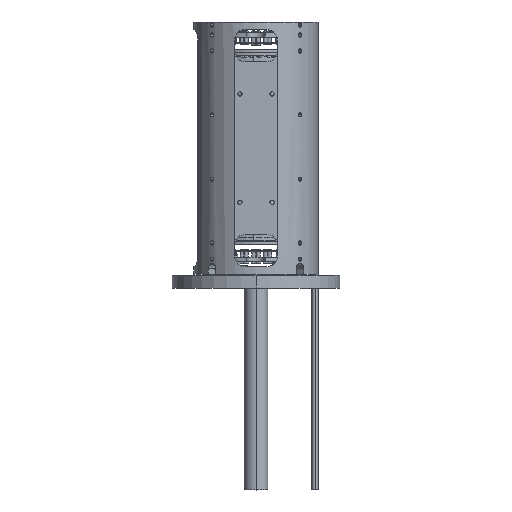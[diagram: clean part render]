
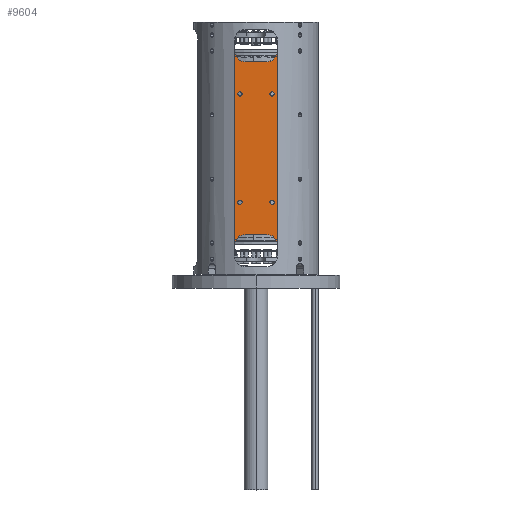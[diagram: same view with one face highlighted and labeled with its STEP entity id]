
A CAD part, top view. The second image highlights one B-rep face of the part: STEP entity #9604.
In plain terms, the highlighted face is planar.
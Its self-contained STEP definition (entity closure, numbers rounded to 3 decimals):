
#104 = CIRCLE ( 'NONE', #3222, 2. ) ;
#123 = EDGE_CURVE ( 'NONE', #4305, #9265, #104, .T. ) ;
#236 = AXIS2_PLACEMENT_3D ( 'NONE', #5142, #18660, #7077 ) ;
#304 = VERTEX_POINT ( 'NONE', #24546 ) ;
#536 = AXIS2_PLACEMENT_3D ( 'NONE', #10450, #23993, #12383 ) ;
#596 = CARTESIAN_POINT ( 'NONE',  ( -51., 67., -15. ) ) ;
#648 = VECTOR ( 'NONE', #11977, 1000. ) ;
#743 = CIRCLE ( 'NONE', #11251, 2. ) ;
#997 = CARTESIAN_POINT ( 'NONE',  ( -51., 37., 10. ) ) ;
#1018 = EDGE_LOOP ( 'NONE', ( #7499, #13581 ) ) ;
#1160 = CARTESIAN_POINT ( 'NONE',  ( -51., 168.001, -13. ) ) ;
#1388 = EDGE_CURVE ( 'NONE', #12495, #15032, #15470, .T. ) ;
#1394 = CARTESIAN_POINT ( 'NONE',  ( -51., 67., 15. ) ) ;
#1577 = CIRCLE ( 'NONE', #18690, 2. ) ;
#1608 = CARTESIAN_POINT ( 'NONE',  ( -51., 27., 20. ) ) ;
#1792 = DIRECTION ( 'NONE',  ( -1., 0., 0. ) ) ;
#1953 = CIRCLE ( 'NONE', #236, 10. ) ;
#2071 = CARTESIAN_POINT ( 'NONE',  ( -51., 27., -10. ) ) ;
#2548 = ORIENTED_EDGE ( 'NONE', *, *, #24553, .F. ) ;
#2555 = DIRECTION ( 'NONE',  ( 0., 0., 1. ) ) ;
#3222 = AXIS2_PLACEMENT_3D ( 'NONE', #15576, #4015, #17520 ) ;
#3263 = DIRECTION ( 'NONE',  ( -1., 0., 0. ) ) ;
#3353 = DIRECTION ( 'NONE',  ( 0., 0., 1. ) ) ;
#3760 = CARTESIAN_POINT ( 'NONE',  ( -51., 208.001, -20. ) ) ;
#3776 = EDGE_LOOP ( 'NONE', ( #9618, #17696 ) ) ;
#4015 = DIRECTION ( 'NONE',  ( -1., 0., 0. ) ) ;
#4026 = DIRECTION ( 'NONE',  ( 0., 0., -1. ) ) ;
#4305 = VERTEX_POINT ( 'NONE', #11222 ) ;
#4375 = VECTOR ( 'NONE', #22148, 1000. ) ;
#4439 = CARTESIAN_POINT ( 'NONE',  ( -51., 67., 17. ) ) ;
#4883 = AXIS2_PLACEMENT_3D ( 'NONE', #14817, #3263, #16754 ) ;
#5067 = CIRCLE ( 'NONE', #18968, 2. ) ;
#5142 = CARTESIAN_POINT ( 'NONE',  ( -51., 208.001, -10. ) ) ;
#5148 = CIRCLE ( 'NONE', #17695, 10. ) ;
#5391 = EDGE_LOOP ( 'NONE', ( #15798, #10152 ) ) ;
#5436 = EDGE_CURVE ( 'NONE', #9265, #4305, #12666, .T. ) ;
#5475 = VERTEX_POINT ( 'NONE', #4439 ) ;
#5796 = CARTESIAN_POINT ( 'NONE',  ( -51., 168.001, 17. ) ) ;
#5868 = CARTESIAN_POINT ( 'NONE',  ( -51., 67., 13. ) ) ;
#6984 = DIRECTION ( 'NONE',  ( -1., 0., 0. ) ) ;
#7077 = DIRECTION ( 'NONE',  ( 0., 0., 1. ) ) ;
#7441 = FACE_OUTER_BOUND ( 'NONE', #21522, .T. ) ;
#7499 = ORIENTED_EDGE ( 'NONE', *, *, #10613, .F. ) ;
#7712 = VERTEX_POINT ( 'NONE', #5868 ) ;
#7800 = CARTESIAN_POINT ( 'NONE',  ( -51., 168.001, 15. ) ) ;
#7818 = ORIENTED_EDGE ( 'NONE', *, *, #20789, .F. ) ;
#7883 = LINE ( 'NONE', #22440, #12419 ) ;
#8254 = CARTESIAN_POINT ( 'NONE',  ( -51., 198.001, -10. ) ) ;
#8629 = VERTEX_POINT ( 'NONE', #24492 ) ;
#8664 = EDGE_CURVE ( 'NONE', #5475, #7712, #22320, .T. ) ;
#8753 = LINE ( 'NONE', #12712, #9978 ) ;
#8842 = DIRECTION ( 'NONE',  ( -1., 0., 0. ) ) ;
#8959 = EDGE_CURVE ( 'NONE', #18320, #304, #5067, .T. ) ;
#9265 = VERTEX_POINT ( 'NONE', #1160 ) ;
#9323 = VERTEX_POINT ( 'NONE', #17481 ) ;
#9582 = CARTESIAN_POINT ( 'NONE',  ( -51., 208.001, 10. ) ) ;
#9604 = ADVANCED_FACE ( 'NONE', ( #22902, #18323, #17715, #12565, #7441 ), #20451, .T. ) ;
#9618 = ORIENTED_EDGE ( 'NONE', *, *, #13886, .F. ) ;
#9755 = DIRECTION ( 'NONE',  ( 0., 0., 1. ) ) ;
#9978 = VECTOR ( 'NONE', #16589, 1000. ) ;
#10098 = DIRECTION ( 'NONE',  ( -1., 0., 0. ) ) ;
#10152 = ORIENTED_EDGE ( 'NONE', *, *, #23433, .F. ) ;
#10450 = CARTESIAN_POINT ( 'NONE',  ( -51., 27., 10. ) ) ;
#10613 = EDGE_CURVE ( 'NONE', #304, #18320, #13794, .T. ) ;
#10704 = LINE ( 'NONE', #14434, #4375 ) ;
#11222 = CARTESIAN_POINT ( 'NONE',  ( -51., 168.001, -17. ) ) ;
#11251 = AXIS2_PLACEMENT_3D ( 'NONE', #13375, #1792, #15305 ) ;
#11519 = DIRECTION ( 'NONE',  ( 0., 0., 1. ) ) ;
#11977 = DIRECTION ( 'NONE',  ( 0., 0., 1. ) ) ;
#12122 = ORIENTED_EDGE ( 'NONE', *, *, #15833, .F. ) ;
#12383 = DIRECTION ( 'NONE',  ( 0., 0., -1. ) ) ;
#12419 = VECTOR ( 'NONE', #24389, 1000. ) ;
#12495 = VERTEX_POINT ( 'NONE', #23704 ) ;
#12523 = ORIENTED_EDGE ( 'NONE', *, *, #19673, .T. ) ;
#12565 = FACE_BOUND ( 'NONE', #3776, .T. ) ;
#12666 = CIRCLE ( 'NONE', #13318, 2. ) ;
#12712 = CARTESIAN_POINT ( 'NONE',  ( -51., 37., -10. ) ) ;
#13318 = AXIS2_PLACEMENT_3D ( 'NONE', #21695, #10098, #23644 ) ;
#13375 = CARTESIAN_POINT ( 'NONE',  ( -51., 67., 15. ) ) ;
#13581 = ORIENTED_EDGE ( 'NONE', *, *, #8959, .F. ) ;
#13794 = CIRCLE ( 'NONE', #4883, 2. ) ;
#13886 = EDGE_CURVE ( 'NONE', #22864, #19402, #1577, .T. ) ;
#14086 = AXIS2_PLACEMENT_3D ( 'NONE', #16522, #8842, #22400 ) ;
#14124 = DIRECTION ( 'NONE',  ( -1., 0., 0. ) ) ;
#14434 = CARTESIAN_POINT ( 'NONE',  ( -51., 218.001, 20. ) ) ;
#14792 = CARTESIAN_POINT ( 'NONE',  ( -51., 37., -10. ) ) ;
#14817 = CARTESIAN_POINT ( 'NONE',  ( -51., 67., -15. ) ) ;
#14912 = DIRECTION ( 'NONE',  ( -1., 0., 0. ) ) ;
#14994 = AXIS2_PLACEMENT_3D ( 'NONE', #9582, #23138, #11519 ) ;
#15032 = VERTEX_POINT ( 'NONE', #16648 ) ;
#15305 = DIRECTION ( 'NONE',  ( 0., 0., 1. ) ) ;
#15451 = CIRCLE ( 'NONE', #16523, 2. ) ;
#15470 = LINE ( 'NONE', #8254, #648 ) ;
#15576 = CARTESIAN_POINT ( 'NONE',  ( -51., 168.001, -15. ) ) ;
#15583 = DIRECTION ( 'NONE',  ( -1., 0., 0. ) ) ;
#15798 = ORIENTED_EDGE ( 'NONE', *, *, #8664, .F. ) ;
#15833 = EDGE_CURVE ( 'NONE', #16548, #12495, #1953, .T. ) ;
#15843 = ORIENTED_EDGE ( 'NONE', *, *, #123, .F. ) ;
#15960 = ORIENTED_EDGE ( 'NONE', *, *, #20626, .F. ) ;
#15985 = CARTESIAN_POINT ( 'NONE',  ( -51., 67., -17. ) ) ;
#16522 = CARTESIAN_POINT ( 'NONE',  ( -51., 17., 10. ) ) ;
#16523 = AXIS2_PLACEMENT_3D ( 'NONE', #18568, #6984, #20522 ) ;
#16548 = VERTEX_POINT ( 'NONE', #3760 ) ;
#16589 = DIRECTION ( 'NONE',  ( 0., 0., -1. ) ) ;
#16648 = CARTESIAN_POINT ( 'NONE',  ( -51., 198.001, 10. ) ) ;
#16754 = DIRECTION ( 'NONE',  ( 0., 0., 1. ) ) ;
#17041 = VERTEX_POINT ( 'NONE', #1608 ) ;
#17436 = VERTEX_POINT ( 'NONE', #997 ) ;
#17481 = CARTESIAN_POINT ( 'NONE',  ( -51., 27., -20. ) ) ;
#17520 = DIRECTION ( 'NONE',  ( 0., 0., 1. ) ) ;
#17695 = AXIS2_PLACEMENT_3D ( 'NONE', #2071, #15583, #4026 ) ;
#17696 = ORIENTED_EDGE ( 'NONE', *, *, #19415, .F. ) ;
#17715 = FACE_BOUND ( 'NONE', #1018, .T. ) ;
#17907 = ORIENTED_EDGE ( 'NONE', *, *, #5436, .F. ) ;
#18320 = VERTEX_POINT ( 'NONE', #15985 ) ;
#18323 = FACE_BOUND ( 'NONE', #5391, .T. ) ;
#18481 = CARTESIAN_POINT ( 'NONE',  ( -51., 168.001, 13. ) ) ;
#18526 = VERTEX_POINT ( 'NONE', #14792 ) ;
#18568 = CARTESIAN_POINT ( 'NONE',  ( -51., 168.001, 15. ) ) ;
#18660 = DIRECTION ( 'NONE',  ( -1., 0., 0. ) ) ;
#18690 = AXIS2_PLACEMENT_3D ( 'NONE', #7800, #21374, #9755 ) ;
#18968 = AXIS2_PLACEMENT_3D ( 'NONE', #596, #14124, #2555 ) ;
#19402 = VERTEX_POINT ( 'NONE', #18481 ) ;
#19415 = EDGE_CURVE ( 'NONE', #19402, #22864, #15451, .T. ) ;
#19440 = AXIS2_PLACEMENT_3D ( 'NONE', #1394, #14912, #3353 ) ;
#19673 = EDGE_CURVE ( 'NONE', #16548, #9323, #7883, .T. ) ;
#20025 = ORIENTED_EDGE ( 'NONE', *, *, #23798, .T. ) ;
#20451 = PLANE ( 'NONE',  #14086 ) ;
#20522 = DIRECTION ( 'NONE',  ( 0., 0., 1. ) ) ;
#20626 = EDGE_CURVE ( 'NONE', #17436, #18526, #8753, .T. ) ;
#20789 = EDGE_CURVE ( 'NONE', #18526, #9323, #5148, .T. ) ;
#21305 = CIRCLE ( 'NONE', #14994, 10. ) ;
#21374 = DIRECTION ( 'NONE',  ( -1., 0., 0. ) ) ;
#21522 = EDGE_LOOP ( 'NONE', ( #12122, #12523, #7818, #15960, #22032, #20025, #2548, #23106 ) ) ;
#21695 = CARTESIAN_POINT ( 'NONE',  ( -51., 168.001, -15. ) ) ;
#22032 = ORIENTED_EDGE ( 'NONE', *, *, #22598, .F. ) ;
#22148 = DIRECTION ( 'NONE',  ( 0., 1., 0. ) ) ;
#22320 = CIRCLE ( 'NONE', #19440, 2. ) ;
#22348 = EDGE_LOOP ( 'NONE', ( #17907, #15843 ) ) ;
#22400 = DIRECTION ( 'NONE',  ( 0., 0., 1. ) ) ;
#22440 = CARTESIAN_POINT ( 'NONE',  ( -51., 218.001, -20. ) ) ;
#22598 = EDGE_CURVE ( 'NONE', #17041, #17436, #22627, .T. ) ;
#22627 = CIRCLE ( 'NONE', #536, 10. ) ;
#22864 = VERTEX_POINT ( 'NONE', #5796 ) ;
#22902 = FACE_BOUND ( 'NONE', #22348, .T. ) ;
#23106 = ORIENTED_EDGE ( 'NONE', *, *, #1388, .F. ) ;
#23138 = DIRECTION ( 'NONE',  ( -1., 0., 0. ) ) ;
#23433 = EDGE_CURVE ( 'NONE', #7712, #5475, #743, .T. ) ;
#23644 = DIRECTION ( 'NONE',  ( 0., 0., 1. ) ) ;
#23704 = CARTESIAN_POINT ( 'NONE',  ( -51., 198.001, -10. ) ) ;
#23798 = EDGE_CURVE ( 'NONE', #17041, #8629, #10704, .T. ) ;
#23993 = DIRECTION ( 'NONE',  ( -1., 0., 0. ) ) ;
#24389 = DIRECTION ( 'NONE',  ( 0., -1., 0. ) ) ;
#24492 = CARTESIAN_POINT ( 'NONE',  ( -51., 208.001, 20. ) ) ;
#24546 = CARTESIAN_POINT ( 'NONE',  ( -51., 67., -13. ) ) ;
#24553 = EDGE_CURVE ( 'NONE', #15032, #8629, #21305, .T. ) ;
